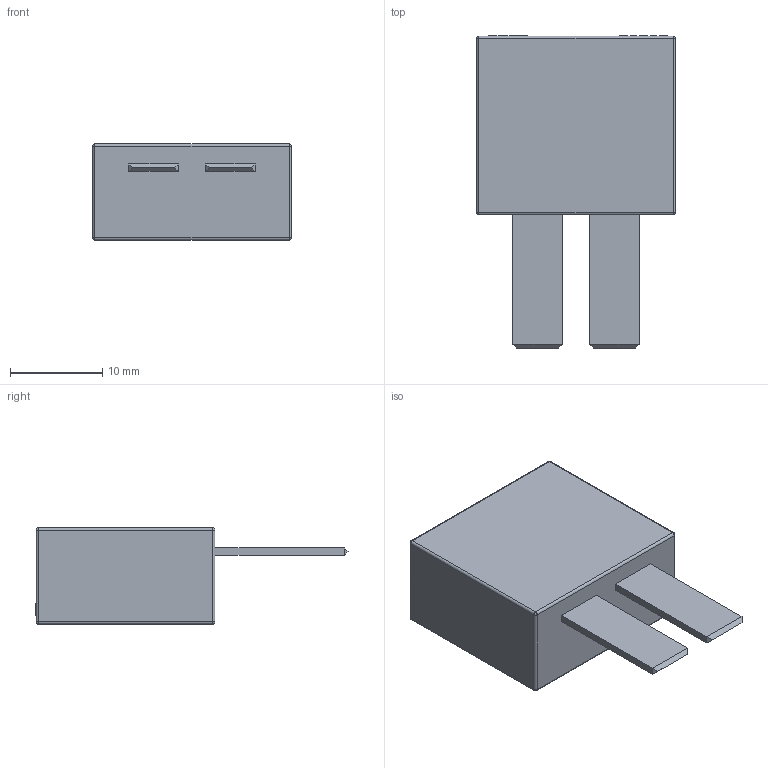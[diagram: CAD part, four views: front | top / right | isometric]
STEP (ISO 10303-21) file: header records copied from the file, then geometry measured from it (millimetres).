
FILE_DESCRIPTION (( 'STEP AP214' ), '1' );
FILE_NAME ('20-30 Amp Fuse.STEP', '2017-04-17T19:28:38', ( 'ART' ), ( 'Microsoft' ), 'SwSTEP 2.0', 'SolidWorks 2015', '' );
FILE_SCHEMA (( 'AUTOMOTIVE_DESIGN' ));
Length unit declared in the file: inch
Products named in the file (1): 20-30 Amp Fuse
Bounding box: 21.59 x 33.93 x 10.46 mm (x, y, z)
Volume: 4512.2 mm3; surface area: 2091 mm2
Topology: 15 solids, 15 shells, 421 faces, 1080 edges, 704 vertices
Faces by surface type: plane 305, bspline 96, cylinder 12, sphere 8
Entity records: 21398 total; most frequent: CARTESIAN_POINT 8486, ORIENTED_EDGE 2144, DIRECTION 1556, EDGE_CURVE 1072, LINE 856, VECTOR 856, VERTEX_POINT 704, EDGE_LOOP 458
